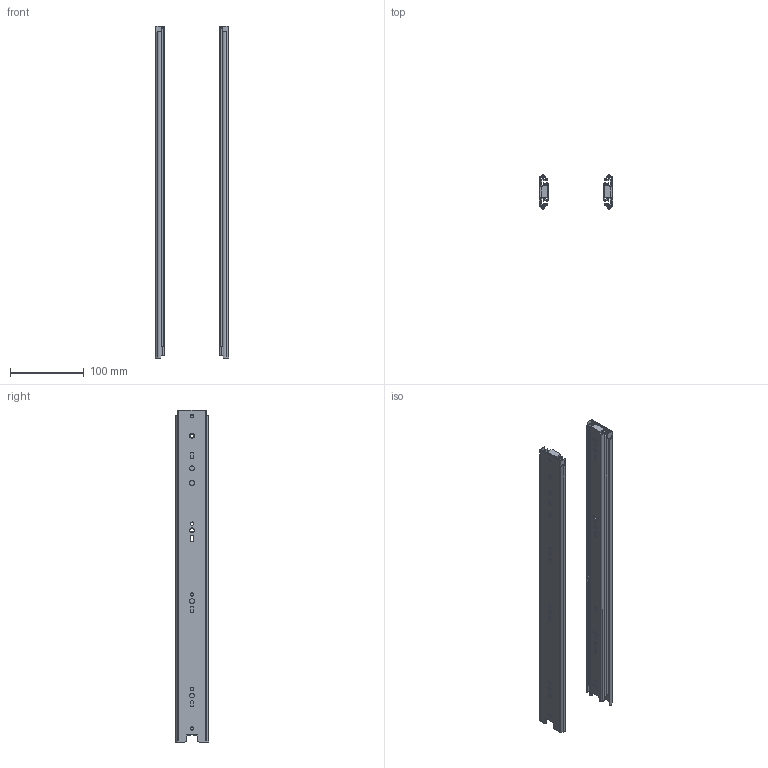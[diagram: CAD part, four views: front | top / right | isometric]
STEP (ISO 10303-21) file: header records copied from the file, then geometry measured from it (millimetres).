
FILE_DESCRIPTION( ( 'STEP AP214' ), '1' );
FILE_NAME( 'K1577.04501000.stp', '2020-12-15T11:30:28', ( 'License CC BY-ND 4.0' ), ( 'CADENAS' ), ' ', 'PARTsolutions', ' ' );
FILE_SCHEMA( ( 'AUTOMOTIVE_DESIGN { 1 0 10303 214 1 1 1 1 }' ) );
Length unit declared in the file: millimetre
Products named in the file (4): K1577.04501000; _k1577_schiene450; _k1577_schiene1450; _k1577_auszug450
Assembly tree (6 placements, depth 2):
  K1577.04501000
    _k1577_schiene450  x2
    _k1577_schiene1450  x2
    _k1577_auszug450  x2
Bounding box: 100 x 45.7 x 450 mm (x, y, z)
Volume: 147295.9 mm3; surface area: 248535.9 mm2
Topology: 6 solids, 6 shells, 382 faces, 1126 edges, 756 vertices
Faces by surface type: plane 224, cylinder 156, cone 2
Full cylindrical faces by diameter (mm): 3.3 x2, 4.4 x14, 4.6 x4, 6.4 x12
Entity records: 7960 total; most frequent: CARTESIAN_POINT 1100, DIRECTION 1088, ORIENTED_EDGE 1070, EDGE_CURVE 535, LINE 378, VECTOR 378, VERTEX_POINT 367, AXIS2_PLACEMENT_3D 355
